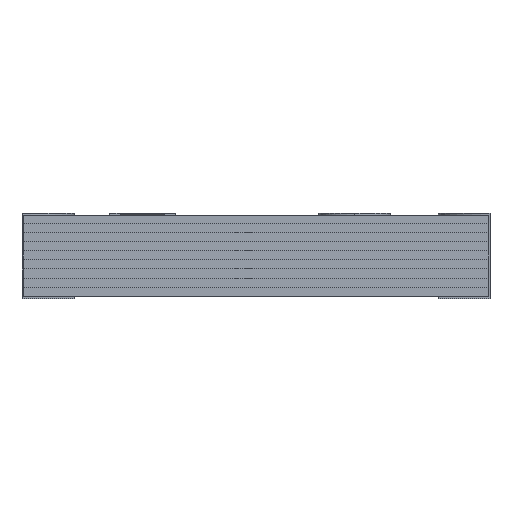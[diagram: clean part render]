
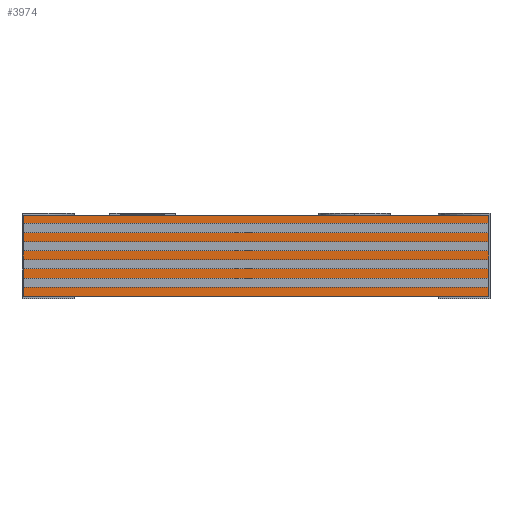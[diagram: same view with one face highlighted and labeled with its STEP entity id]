
A CAD part, front view. The second image highlights one B-rep face of the part: STEP entity #3974.
In plain terms, the highlighted planar face has unit normal (0, -1, 0).
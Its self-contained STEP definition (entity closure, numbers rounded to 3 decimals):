
#12 = CARTESIAN_POINT ( 'NONE',  ( -4.48, -3.34, 1.6 ) ) ;
#42 = VERTEX_POINT ( 'NONE', #12 ) ;
#51 = CARTESIAN_POINT ( 'NONE',  ( 4.48, -3.34, 1.6 ) ) ;
#57 = ORIENTED_EDGE ( 'NONE', *, *, #1830, .F. ) ;
#264 = ORIENTED_EDGE ( 'NONE', *, *, #1739, .T. ) ;
#293 = VECTOR ( 'NONE', #431, 1000. ) ;
#362 = DIRECTION ( 'NONE',  ( 1., 0., 0. ) ) ;
#420 = DIRECTION ( 'NONE',  ( 0., 0., -1. ) ) ;
#431 = DIRECTION ( 'NONE',  ( 1., 0., 0. ) ) ;
#448 = VERTEX_POINT ( 'NONE', #2941 ) ;
#568 = PLANE ( 'NONE',  #2637 ) ;
#780 = EDGE_LOOP ( 'NONE', ( #264, #1595, #57, #1468 ) ) ;
#959 = DIRECTION ( 'NONE',  ( 0., 1., 0. ) ) ;
#989 = VECTOR ( 'NONE', #3128, 1000. ) ;
#1214 = CARTESIAN_POINT ( 'NONE',  ( -4.48, -3.34, 1.6 ) ) ;
#1219 = EDGE_CURVE ( 'NONE', #448, #2374, #2839, .T. ) ;
#1284 = VERTEX_POINT ( 'NONE', #2575 ) ;
#1310 = CARTESIAN_POINT ( 'NONE',  ( 4.48, -3.34, 0.05 ) ) ;
#1468 = ORIENTED_EDGE ( 'NONE', *, *, #1961, .T. ) ;
#1595 = ORIENTED_EDGE ( 'NONE', *, *, #1219, .F. ) ;
#1739 = EDGE_CURVE ( 'NONE', #1284, #2374, #2165, .T. ) ;
#1830 = EDGE_CURVE ( 'NONE', #42, #448, #3879, .T. ) ;
#1860 = DIRECTION ( 'NONE',  ( 1., 0., 0. ) ) ;
#1957 = LINE ( 'NONE', #3219, #2309 ) ;
#1961 = EDGE_CURVE ( 'NONE', #42, #1284, #1957, .T. ) ;
#2165 = LINE ( 'NONE', #2807, #3494 ) ;
#2309 = VECTOR ( 'NONE', #420, 1000. ) ;
#2374 = VERTEX_POINT ( 'NONE', #1310 ) ;
#2575 = CARTESIAN_POINT ( 'NONE',  ( -4.48, -3.34, 0.05 ) ) ;
#2637 = AXIS2_PLACEMENT_3D ( 'NONE', #1214, #959, #362 ) ;
#2807 = CARTESIAN_POINT ( 'NONE',  ( -4.48, -3.34, 0.05 ) ) ;
#2839 = LINE ( 'NONE', #51, #989 ) ;
#2934 = CARTESIAN_POINT ( 'NONE',  ( -4.48, -3.34, 1.6 ) ) ;
#2941 = CARTESIAN_POINT ( 'NONE',  ( 4.48, -3.34, 1.6 ) ) ;
#3128 = DIRECTION ( 'NONE',  ( 0., 0., -1. ) ) ;
#3219 = CARTESIAN_POINT ( 'NONE',  ( -4.48, -3.34, 1.6 ) ) ;
#3371 = FACE_OUTER_BOUND ( 'NONE', #780, .T. ) ;
#3494 = VECTOR ( 'NONE', #1860, 1000. ) ;
#3879 = LINE ( 'NONE', #2934, #293 ) ;
#3974 = ADVANCED_FACE ( 'NONE', ( #3371 ), #568, .F. ) ;
